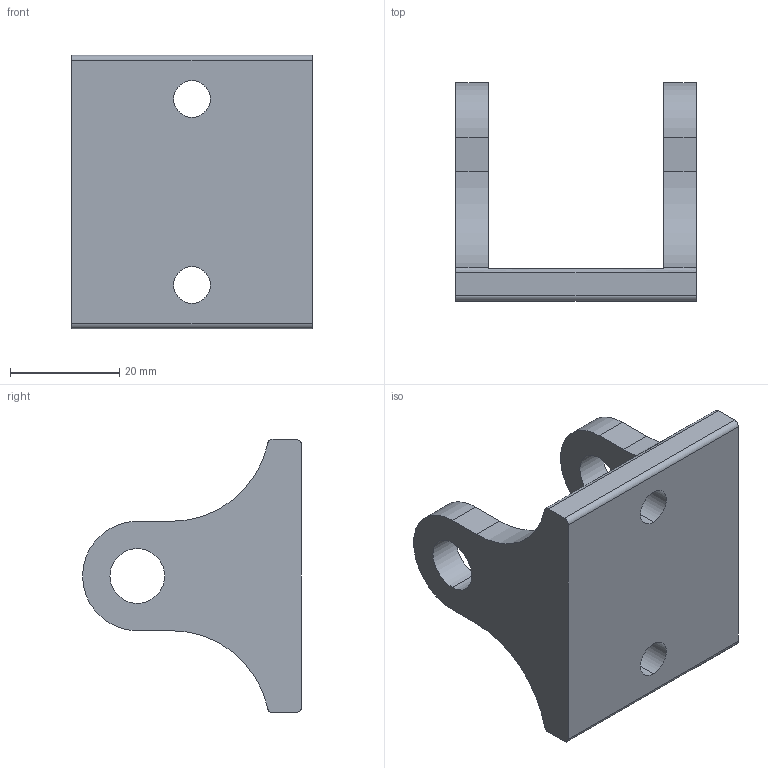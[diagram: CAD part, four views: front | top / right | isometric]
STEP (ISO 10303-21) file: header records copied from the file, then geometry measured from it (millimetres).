
FILE_DESCRIPTION (( 'STEP AP203' ), '1' );
FILE_NAME ('Mounting Bracket_ANT_38_50_44.STEP', '2018-09-25T20:29:53', ( '' ), ( '' ), 'SwSTEP 2.0', 'SolidWorks 2018', '' );
FILE_SCHEMA (( 'CONFIG_CONTROL_DESIGN' ));
Length unit declared in the file: inch
Products named in the file (1): Mounting Bracket_ANT_38_50_44
Bounding box: 44 x 40 x 50 mm (x, y, z)
Volume: 21024.3 mm3; surface area: 9246 mm2
Topology: 1 solids, 1 shells, 30 faces, 84 edges, 56 vertices
Faces by surface type: cylinder 16, plane 12, bspline 2
Entity records: 1107 total; most frequent: CARTESIAN_POINT 241, ORIENTED_EDGE 168, DIRECTION 158, EDGE_CURVE 84, AXIS2_PLACEMENT_3D 61, VERTEX_POINT 56, EDGE_LOOP 38, LINE 36
